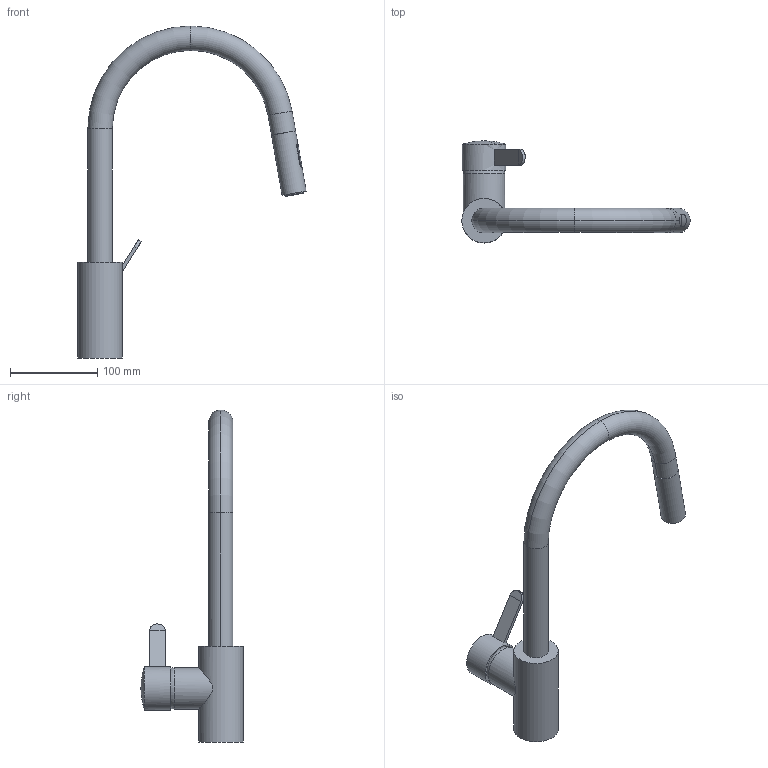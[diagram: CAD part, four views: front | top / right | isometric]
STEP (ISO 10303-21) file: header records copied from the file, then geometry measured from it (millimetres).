
FILE_DESCRIPTION(/* description */ ('Unknown'),/* implementation_level */ '2;1');
FILE_NAME(/* name */ '31481001',/* time_stamp */ '2022-09-01T12:53:03+02:00',/* author */ ('Unknown'),/* organization */ ('GROHE AG'),/* preprocessor_version */ 'ST-DEVELOPER v16.7',/* originating_system */ 'DEX',/* authorisation */ $);
FILE_SCHEMA (('AUTOMOTIVE_DESIGN {1 0 10303 214 3 1 1}'));
Length unit declared in the file: millimetre
Products named in the file (8): 31481001; jama_tri; face1; 071121 Body High Spout klein 01; P23012-04; P23012-02_2; 31481001_0
Assembly tree (7 placements, depth 2):
  31481001
    jama_tri
    face1
    071121 Body High Spout klein 01
    P23012-04
    P23012-02_2
    31481001
    31481001_0
Bounding box: 261.89 x 117.05 x 380.79 mm (x, y, z)
Volume: 705401.3 mm3; surface area: 97136.1 mm2
Topology: 7 solids, 10 shells, 893 faces, 2321 edges, 1424 vertices
Faces by surface type: plane 230, cone 174, cylinder 171, torus 164, bspline 150, sphere 4
Full cylindrical faces by diameter (mm): 17.275 x1, 18.1 x1, 20.405 x1, 20.96 x1, 25.4 x1, 28 x1, 47.5 x1, 51 x1
Entity records: 37664 total; most frequent: CARTESIAN_POINT 16422, ORIENTED_EDGE 4462, DIRECTION 4442, EDGE_CURVE 2231, AXIS2_PLACEMENT_3D 1954, VERTEX_POINT 1395, CIRCLE 1120, EDGE_LOOP 1018
